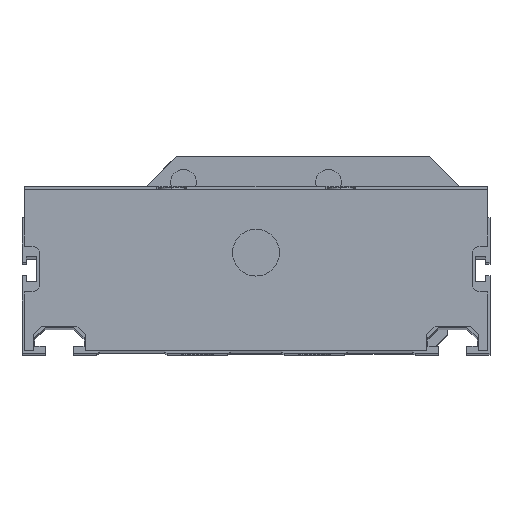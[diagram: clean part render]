
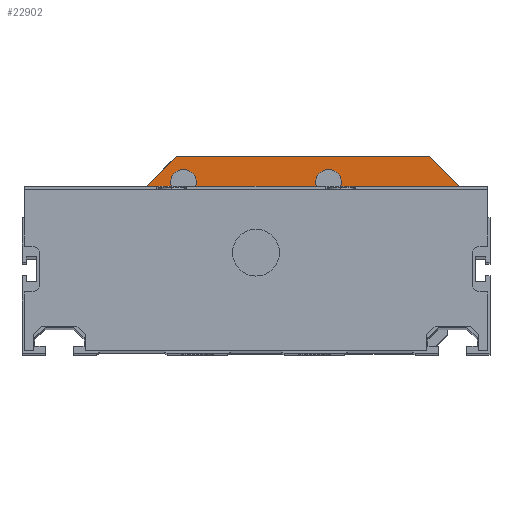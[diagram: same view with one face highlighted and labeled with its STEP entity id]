
A CAD part, top view. The second image highlights one B-rep face of the part: STEP entity #22902.
In plain terms, the highlighted planar face has unit normal (0, 0, 1).
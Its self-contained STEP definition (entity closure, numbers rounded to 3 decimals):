
#323 = DIRECTION ( 'NONE',  ( -1., 0., 0. ) ) ;
#826 = CARTESIAN_POINT ( 'NONE',  ( -47.9, -0.25, 0. ) ) ;
#840 = VERTEX_POINT ( 'NONE', #17529 ) ;
#1604 = ORIENTED_EDGE ( 'NONE', *, *, #21281, .F. ) ;
#2531 = DIRECTION ( 'NONE',  ( 0.707, 0.707, 0. ) ) ;
#2724 = ORIENTED_EDGE ( 'NONE', *, *, #9379, .F. ) ;
#2797 = VECTOR ( 'NONE', #3164, 1000. ) ;
#3079 = LINE ( 'NONE', #12814, #9153 ) ;
#3146 = ORIENTED_EDGE ( 'NONE', *, *, #13407, .F. ) ;
#3164 = DIRECTION ( 'NONE',  ( 0.707, -0.707, 0. ) ) ;
#3264 = PLANE ( 'NONE',  #3927 ) ;
#3547 = VERTEX_POINT ( 'NONE', #23009 ) ;
#3911 = VERTEX_POINT ( 'NONE', #10556 ) ;
#3927 = AXIS2_PLACEMENT_3D ( 'NONE', #826, #6726, #8659 ) ;
#4352 = VERTEX_POINT ( 'NONE', #15256 ) ;
#4462 = CARTESIAN_POINT ( 'NONE',  ( -17., 21., 0. ) ) ;
#4557 = DIRECTION ( 'NONE',  ( -1., 0., 0. ) ) ;
#5051 = AXIS2_PLACEMENT_3D ( 'NONE', #20637, #8723, #10900 ) ;
#5078 = CARTESIAN_POINT ( 'NONE',  ( 37.13, 21., 0. ) ) ;
#6717 = VECTOR ( 'NONE', #4557, 1000. ) ;
#6726 = DIRECTION ( 'NONE',  ( 0., 0., 1. ) ) ;
#7838 = EDGE_CURVE ( 'NONE', #22211, #10971, #12378, .T. ) ;
#8659 = DIRECTION ( 'NONE',  ( 1., 0., 0. ) ) ;
#8723 = DIRECTION ( 'NONE',  ( 0., 0., -1. ) ) ;
#9153 = VECTOR ( 'NONE', #24025, 1000. ) ;
#9379 = EDGE_CURVE ( 'NONE', #3911, #3547, #22024, .T. ) ;
#9692 = CIRCLE ( 'NONE', #13790, 3.25 ) ;
#10556 = CARTESIAN_POINT ( 'NONE',  ( -24.5, 13.5, 0. ) ) ;
#10573 = LINE ( 'NONE', #16225, #6717 ) ;
#10900 = DIRECTION ( 'NONE',  ( 1., 0., 0. ) ) ;
#10971 = VERTEX_POINT ( 'NONE', #11732 ) ;
#11732 = CARTESIAN_POINT ( 'NONE',  ( 18.062, 13.5, 0. ) ) ;
#12378 = LINE ( 'NONE', #19824, #12673 ) ;
#12537 = ORIENTED_EDGE ( 'NONE', *, *, #13986, .F. ) ;
#12658 = EDGE_CURVE ( 'NONE', #22295, #3911, #3079, .T. ) ;
#12673 = VECTOR ( 'NONE', #323, 1000. ) ;
#12814 = CARTESIAN_POINT ( 'NONE',  ( -49.5, 13.5, 0. ) ) ;
#13000 = FACE_OUTER_BOUND ( 'NONE', #23719, .T. ) ;
#13407 = EDGE_CURVE ( 'NONE', #10971, #4352, #21854, .T. ) ;
#13790 = AXIS2_PLACEMENT_3D ( 'NONE', #15376, #19478, #23213 ) ;
#13986 = EDGE_CURVE ( 'NONE', #4352, #840, #10573, .T. ) ;
#15256 = CARTESIAN_POINT ( 'NONE',  ( 12.938, 13.5, 0. ) ) ;
#15376 = CARTESIAN_POINT ( 'NONE',  ( -15.5, 15.5, 0. ) ) ;
#15419 = LINE ( 'NONE', #19764, #20846 ) ;
#16225 = CARTESIAN_POINT ( 'NONE',  ( -12.938, 13.5, 0. ) ) ;
#16362 = EDGE_CURVE ( 'NONE', #840, #22295, #9692, .T. ) ;
#16899 = ORIENTED_EDGE ( 'NONE', *, *, #7838, .F. ) ;
#17529 = CARTESIAN_POINT ( 'NONE',  ( -12.938, 13.5, 0. ) ) ;
#17706 = CARTESIAN_POINT ( 'NONE',  ( 44.63, 13.5, 0. ) ) ;
#17765 = ORIENTED_EDGE ( 'NONE', *, *, #16362, .F. ) ;
#18273 = VECTOR ( 'NONE', #2531, 1000. ) ;
#19478 = DIRECTION ( 'NONE',  ( 0., 0., -1. ) ) ;
#19764 = CARTESIAN_POINT ( 'NONE',  ( 37.13, 21., 0. ) ) ;
#19824 = CARTESIAN_POINT ( 'NONE',  ( 18.062, 13.5, 0. ) ) ;
#20180 = ORIENTED_EDGE ( 'NONE', *, *, #12658, .F. ) ;
#20356 = LINE ( 'NONE', #5078, #2797 ) ;
#20637 = CARTESIAN_POINT ( 'NONE',  ( 15.5, 15.5, 0. ) ) ;
#20647 = ORIENTED_EDGE ( 'NONE', *, *, #21794, .F. ) ;
#20846 = VECTOR ( 'NONE', #23505, 1000. ) ;
#21281 = EDGE_CURVE ( 'NONE', #21764, #22211, #20356, .T. ) ;
#21706 = CARTESIAN_POINT ( 'NONE',  ( 37.13, 21., 0. ) ) ;
#21764 = VERTEX_POINT ( 'NONE', #21706 ) ;
#21794 = EDGE_CURVE ( 'NONE', #3547, #21764, #15419, .T. ) ;
#21854 = CIRCLE ( 'NONE', #5051, 3.25 ) ;
#22024 = LINE ( 'NONE', #4462, #18273 ) ;
#22211 = VERTEX_POINT ( 'NONE', #17706 ) ;
#22295 = VERTEX_POINT ( 'NONE', #24234 ) ;
#22902 = ADVANCED_FACE ( 'NONE', ( #13000 ), #3264, .T. ) ;
#23009 = CARTESIAN_POINT ( 'NONE',  ( -17., 21., 0. ) ) ;
#23213 = DIRECTION ( 'NONE',  ( 1., 0., 0. ) ) ;
#23505 = DIRECTION ( 'NONE',  ( 1., 0., 0. ) ) ;
#23719 = EDGE_LOOP ( 'NONE', ( #20180, #17765, #12537, #3146, #16899, #1604, #20647, #2724 ) ) ;
#24025 = DIRECTION ( 'NONE',  ( -1., 0., 0. ) ) ;
#24234 = CARTESIAN_POINT ( 'NONE',  ( -18.062, 13.5, 0. ) ) ;
